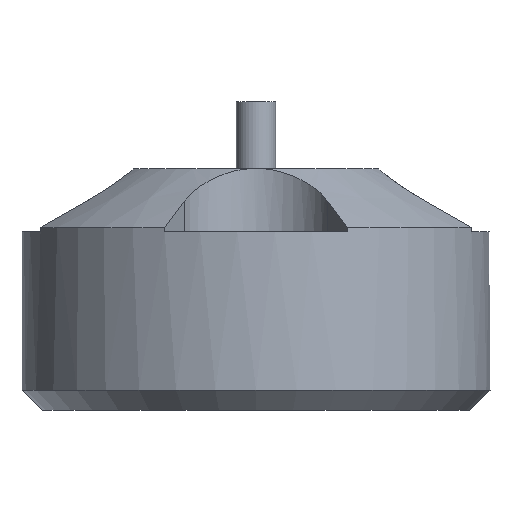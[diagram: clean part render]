
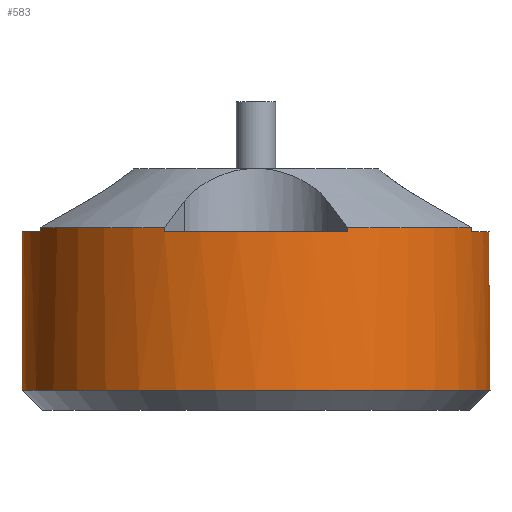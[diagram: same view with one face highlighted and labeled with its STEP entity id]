
A CAD part, front view. The second image highlights one B-rep face of the part: STEP entity #583.
In plain terms, the highlighted cylindrical face has radius 23.05 mm (diameter 46.1 mm), a full revolution.
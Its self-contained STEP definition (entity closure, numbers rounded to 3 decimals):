
#27=CIRCLE('',#633,23.05);
#28=CIRCLE('',#634,23.05);
#29=CIRCLE('',#636,23.05);
#30=CIRCLE('',#637,23.05);
#31=CIRCLE('',#638,23.05);
#32=CIRCLE('',#639,23.05);
#33=CIRCLE('',#640,23.05);
#34=CIRCLE('',#641,23.05);
#35=CIRCLE('',#642,23.05);
#36=CIRCLE('',#643,23.05);
#75=CYLINDRICAL_SURFACE('',#635,23.05);
#88=FACE_OUTER_BOUND('',#122,.T.);
#122=EDGE_LOOP('',(#403,#404,#405,#406,#407,#408,#409,#410,#411,#412,#413,
#414,#415,#416,#417,#418,#419,#420,#421,#422));
#160=LINE('',#902,#199);
#162=LINE('',#908,#201);
#165=LINE('',#944,#204);
#166=LINE('',#948,#205);
#167=LINE('',#952,#206);
#168=LINE('',#956,#207);
#169=LINE('',#960,#208);
#170=LINE('',#964,#209);
#171=LINE('',#968,#210);
#199=VECTOR('',#709,10.);
#201=VECTOR('',#713,10.);
#204=VECTOR('',#732,23.05);
#205=VECTOR('',#735,10.);
#206=VECTOR('',#738,10.);
#207=VECTOR('',#741,10.);
#208=VECTOR('',#744,10.);
#209=VECTOR('',#747,10.);
#210=VECTOR('',#750,10.);
#236=VERTEX_POINT('',#896);
#238=VERTEX_POINT('',#900);
#239=VERTEX_POINT('',#904);
#241=VERTEX_POINT('',#907);
#245=VERTEX_POINT('',#938);
#246=VERTEX_POINT('',#942);
#247=VERTEX_POINT('',#945);
#248=VERTEX_POINT('',#947);
#249=VERTEX_POINT('',#949);
#250=VERTEX_POINT('',#951);
#251=VERTEX_POINT('',#953);
#252=VERTEX_POINT('',#955);
#253=VERTEX_POINT('',#957);
#254=VERTEX_POINT('',#959);
#255=VERTEX_POINT('',#961);
#256=VERTEX_POINT('',#963);
#257=VERTEX_POINT('',#965);
#258=VERTEX_POINT('',#967);
#299=EDGE_CURVE('',#236,#238,#160,.T.);
#301=EDGE_CURVE('',#241,#239,#162,.T.);
#308=EDGE_CURVE('',#245,#241,#27,.T.);
#309=EDGE_CURVE('',#238,#245,#28,.T.);
#310=EDGE_CURVE('',#246,#246,#29,.T.);
#311=EDGE_CURVE('',#246,#245,#165,.T.);
#312=EDGE_CURVE('',#247,#239,#30,.T.);
#313=EDGE_CURVE('',#247,#248,#166,.T.);
#314=EDGE_CURVE('',#248,#249,#31,.T.);
#315=EDGE_CURVE('',#249,#250,#167,.T.);
#316=EDGE_CURVE('',#251,#250,#32,.T.);
#317=EDGE_CURVE('',#251,#252,#168,.T.);
#318=EDGE_CURVE('',#252,#253,#33,.T.);
#319=EDGE_CURVE('',#253,#254,#169,.T.);
#320=EDGE_CURVE('',#255,#254,#34,.T.);
#321=EDGE_CURVE('',#255,#256,#170,.T.);
#322=EDGE_CURVE('',#256,#257,#35,.T.);
#323=EDGE_CURVE('',#257,#258,#171,.T.);
#324=EDGE_CURVE('',#236,#258,#36,.T.);
#403=ORIENTED_EDGE('',*,*,#310,.F.);
#404=ORIENTED_EDGE('',*,*,#311,.T.);
#405=ORIENTED_EDGE('',*,*,#308,.T.);
#406=ORIENTED_EDGE('',*,*,#301,.T.);
#407=ORIENTED_EDGE('',*,*,#312,.F.);
#408=ORIENTED_EDGE('',*,*,#313,.T.);
#409=ORIENTED_EDGE('',*,*,#314,.T.);
#410=ORIENTED_EDGE('',*,*,#315,.T.);
#411=ORIENTED_EDGE('',*,*,#316,.F.);
#412=ORIENTED_EDGE('',*,*,#317,.T.);
#413=ORIENTED_EDGE('',*,*,#318,.T.);
#414=ORIENTED_EDGE('',*,*,#319,.T.);
#415=ORIENTED_EDGE('',*,*,#320,.F.);
#416=ORIENTED_EDGE('',*,*,#321,.T.);
#417=ORIENTED_EDGE('',*,*,#322,.T.);
#418=ORIENTED_EDGE('',*,*,#323,.T.);
#419=ORIENTED_EDGE('',*,*,#324,.F.);
#420=ORIENTED_EDGE('',*,*,#299,.T.);
#421=ORIENTED_EDGE('',*,*,#309,.T.);
#422=ORIENTED_EDGE('',*,*,#311,.F.);
#583=ADVANCED_FACE('',(#88),#75,.T.);
#633=AXIS2_PLACEMENT_3D('',#939,#724,#725);
#634=AXIS2_PLACEMENT_3D('',#940,#726,#727);
#635=AXIS2_PLACEMENT_3D('',#941,#728,#729);
#636=AXIS2_PLACEMENT_3D('',#943,#730,#731);
#637=AXIS2_PLACEMENT_3D('',#946,#733,#734);
#638=AXIS2_PLACEMENT_3D('',#950,#736,#737);
#639=AXIS2_PLACEMENT_3D('',#954,#739,#740);
#640=AXIS2_PLACEMENT_3D('',#958,#742,#743);
#641=AXIS2_PLACEMENT_3D('',#962,#745,#746);
#642=AXIS2_PLACEMENT_3D('',#966,#748,#749);
#643=AXIS2_PLACEMENT_3D('',#969,#751,#752);
#709=DIRECTION('',(0.,0.,-1.));
#713=DIRECTION('',(0.,0.,1.));
#724=DIRECTION('center_axis',(0.,0.,-1.));
#725=DIRECTION('ref_axis',(1.,0.,0.));
#726=DIRECTION('center_axis',(0.,0.,-1.));
#727=DIRECTION('ref_axis',(1.,0.,0.));
#728=DIRECTION('center_axis',(0.,0.,-1.));
#729=DIRECTION('ref_axis',(1.,0.,0.));
#730=DIRECTION('center_axis',(0.,0.,-1.));
#731=DIRECTION('ref_axis',(1.,0.,0.));
#732=DIRECTION('',(0.,0.,1.));
#733=DIRECTION('center_axis',(0.,0.,1.));
#734=DIRECTION('ref_axis',(1.,0.,0.));
#735=DIRECTION('',(0.,0.,-1.));
#736=DIRECTION('center_axis',(0.,0.,-1.));
#737=DIRECTION('ref_axis',(1.,0.,0.));
#738=DIRECTION('',(0.,0.,1.));
#739=DIRECTION('center_axis',(0.,0.,1.));
#740=DIRECTION('ref_axis',(1.,0.,0.));
#741=DIRECTION('',(0.,0.,-1.));
#742=DIRECTION('center_axis',(0.,0.,-1.));
#743=DIRECTION('ref_axis',(1.,0.,0.));
#744=DIRECTION('',(0.,0.,1.));
#745=DIRECTION('center_axis',(0.,0.,1.));
#746=DIRECTION('ref_axis',(1.,0.,0.));
#747=DIRECTION('',(0.,0.,-1.));
#748=DIRECTION('center_axis',(0.,0.,-1.));
#749=DIRECTION('ref_axis',(1.,0.,0.));
#750=DIRECTION('',(0.,0.,1.));
#751=DIRECTION('center_axis',(0.,0.,1.));
#752=DIRECTION('ref_axis',(1.,0.,0.));
#896=CARTESIAN_POINT('',(-21.22,-9.,-5.8));
#900=CARTESIAN_POINT('',(-21.22,-9.,-6.2));
#902=CARTESIAN_POINT('',(-21.22,-9.,0.));
#904=CARTESIAN_POINT('',(-21.22,9.,-5.8));
#907=CARTESIAN_POINT('',(-21.22,9.,-6.2));
#908=CARTESIAN_POINT('',(-21.22,9.,0.));
#938=CARTESIAN_POINT('',(-23.05,0.,-6.2));
#939=CARTESIAN_POINT('Origin',(0.,0.,-6.2));
#940=CARTESIAN_POINT('Origin',(0.,0.,-6.2));
#941=CARTESIAN_POINT('Origin',(0.,0.,0.));
#942=CARTESIAN_POINT('',(-23.05,0.,-21.8));
#943=CARTESIAN_POINT('Origin',(0.,0.,-21.8));
#944=CARTESIAN_POINT('',(-23.05,0.,0.));
#945=CARTESIAN_POINT('',(-9.,21.22,-5.8));
#946=CARTESIAN_POINT('Origin',(0.,0.,-5.8));
#947=CARTESIAN_POINT('',(-9.,21.22,-6.2));
#948=CARTESIAN_POINT('',(-9.,21.22,0.));
#949=CARTESIAN_POINT('',(9.,21.22,-6.2));
#950=CARTESIAN_POINT('Origin',(0.,0.,-6.2));
#951=CARTESIAN_POINT('',(9.,21.22,-5.8));
#952=CARTESIAN_POINT('',(9.,21.22,0.));
#953=CARTESIAN_POINT('',(21.22,9.,-5.8));
#954=CARTESIAN_POINT('Origin',(0.,0.,-5.8));
#955=CARTESIAN_POINT('',(21.22,9.,-6.2));
#956=CARTESIAN_POINT('',(21.22,9.,0.));
#957=CARTESIAN_POINT('',(21.22,-9.,-6.2));
#958=CARTESIAN_POINT('Origin',(0.,0.,-6.2));
#959=CARTESIAN_POINT('',(21.22,-9.,-5.8));
#960=CARTESIAN_POINT('',(21.22,-9.,0.));
#961=CARTESIAN_POINT('',(9.,-21.22,-5.8));
#962=CARTESIAN_POINT('Origin',(0.,0.,-5.8));
#963=CARTESIAN_POINT('',(9.,-21.22,-6.2));
#964=CARTESIAN_POINT('',(9.,-21.22,0.));
#965=CARTESIAN_POINT('',(-9.,-21.22,-6.2));
#966=CARTESIAN_POINT('Origin',(0.,0.,-6.2));
#967=CARTESIAN_POINT('',(-9.,-21.22,-5.8));
#968=CARTESIAN_POINT('',(-9.,-21.22,0.));
#969=CARTESIAN_POINT('Origin',(0.,0.,-5.8));
